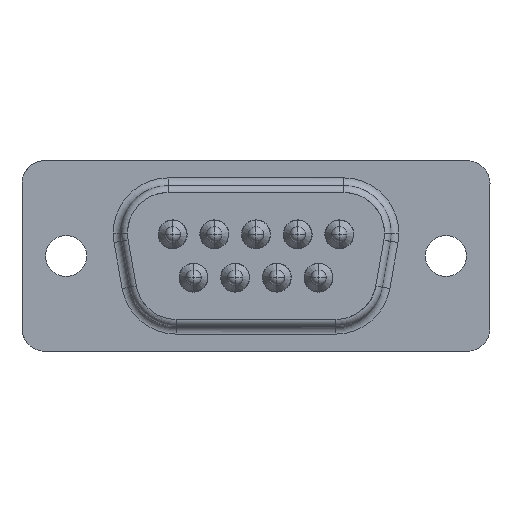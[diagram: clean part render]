
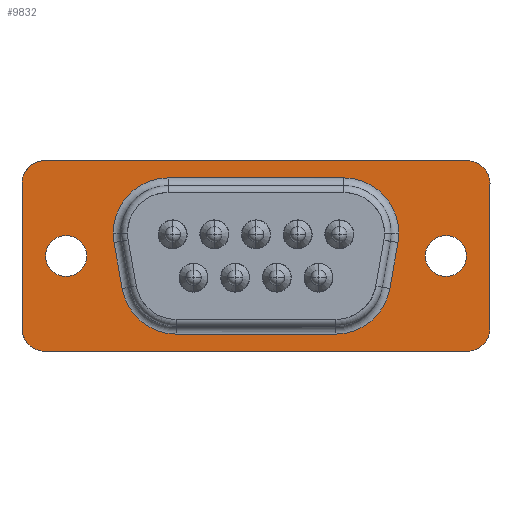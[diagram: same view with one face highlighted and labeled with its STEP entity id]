
A CAD part, front view. The second image highlights one B-rep face of the part: STEP entity #9832.
In plain terms, the highlighted planar face has unit normal (0, -1, 0).
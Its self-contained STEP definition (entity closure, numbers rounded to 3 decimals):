
#72=CARTESIAN_POINT('Vertex',(0.,0.,-11.15)) ;
#77=CARTESIAN_POINT('Axis2P3D Location',(0.,0.,-12.5)) ;
#81=CARTESIAN_POINT('Vertex',(0.,0.,-13.85)) ;
#103=CARTESIAN_POINT('Axis2P3D Location',(0.,0.,-12.5)) ;
#154=CARTESIAN_POINT('Control Point',(4.775,0.,15.405)) ;
#155=CARTESIAN_POINT('Control Point',(5.246,0.,15.405)) ;
#156=CARTESIAN_POINT('Control Point',(5.717,0.,15.221)) ;
#157=CARTESIAN_POINT('Control Point',(6.089,0.,14.849)) ;
#158=CARTESIAN_POINT('Control Point',(6.274,0.,14.377)) ;
#159=CARTESIAN_POINT('Control Point',(6.274,0.,13.907)) ;
#160=CARTESIAN_POINT('Vertex',(4.775,0.,15.405)) ;
#162=CARTESIAN_POINT('Vertex',(6.274,0.,13.906)) ;
#231=CARTESIAN_POINT('Line Origine',(6.274,0.,0.)) ;
#235=CARTESIAN_POINT('Vertex',(6.274,0.,-13.907)) ;
#291=CARTESIAN_POINT('Line Origine',(0.,0.,15.405)) ;
#295=CARTESIAN_POINT('Vertex',(-4.775,0.,15.405)) ;
#323=CARTESIAN_POINT('Control Point',(-6.274,0.,13.907)) ;
#324=CARTESIAN_POINT('Control Point',(-6.274,0.,14.377)) ;
#325=CARTESIAN_POINT('Control Point',(-6.089,0.,14.849)) ;
#326=CARTESIAN_POINT('Control Point',(-5.717,0.,15.221)) ;
#327=CARTESIAN_POINT('Control Point',(-5.246,0.,15.405)) ;
#328=CARTESIAN_POINT('Control Point',(-4.775,0.,15.405)) ;
#329=CARTESIAN_POINT('Vertex',(-6.274,0.,13.906)) ;
#397=CARTESIAN_POINT('Vertex',(-6.274,0.,-13.907)) ;
#400=CARTESIAN_POINT('Line Origine',(-6.274,0.,0.)) ;
#451=CARTESIAN_POINT('Axis2P3D Location',(-4.775,0.,-13.907)) ;
#455=CARTESIAN_POINT('Vertex',(-4.775,0.,-15.405)) ;
#482=CARTESIAN_POINT('Line Origine',(0.,0.,-15.405)) ;
#486=CARTESIAN_POINT('Vertex',(4.775,0.,-15.405)) ;
#513=CARTESIAN_POINT('Axis2P3D Location',(4.775,0.,-13.907)) ;
#541=CARTESIAN_POINT('Vertex',(-5.144,0.,-5.235)) ;
#557=CARTESIAN_POINT('Vertex',(-5.144,0.,5.235)) ;
#560=CARTESIAN_POINT('Line Origine',(-5.144,0.,5.235)) ;
#583=CARTESIAN_POINT('Vertex',(-2.142,0.,8.812)) ;
#586=CARTESIAN_POINT('Axis2P3D Location',(-1.511,0.,5.235)) ;
#614=CARTESIAN_POINT('Vertex',(0.881,0.,9.345)) ;
#617=CARTESIAN_POINT('Line Origine',(0.881,0.,9.345)) ;
#639=CARTESIAN_POINT('Axis2P3D Location',(1.511,0.,5.768)) ;
#643=CARTESIAN_POINT('Vertex',(1.511,0.,9.4)) ;
#681=CARTESIAN_POINT('Vertex',(5.144,0.,5.768)) ;
#684=CARTESIAN_POINT('Axis2P3D Location',(1.511,0.,5.768)) ;
#709=CARTESIAN_POINT('Vertex',(5.144,0.,-5.768)) ;
#712=CARTESIAN_POINT('Line Origine',(5.144,0.,5.768)) ;
#745=CARTESIAN_POINT('Vertex',(1.511,0.,-9.4)) ;
#748=CARTESIAN_POINT('Axis2P3D Location',(1.511,0.,-5.768)) ;
#776=CARTESIAN_POINT('Vertex',(0.881,0.,-9.345)) ;
#779=CARTESIAN_POINT('Axis2P3D Location',(1.511,0.,-5.768)) ;
#809=CARTESIAN_POINT('Vertex',(-2.142,0.,-8.812)) ;
#812=CARTESIAN_POINT('Line Origine',(0.881,0.,-9.345)) ;
#834=CARTESIAN_POINT('Axis2P3D Location',(-1.511,0.,-5.235)) ;
#9670=CARTESIAN_POINT('Vertex',(0.,0.,13.85)) ;
#9675=CARTESIAN_POINT('Axis2P3D Location',(0.,0.,12.5)) ;
#9679=CARTESIAN_POINT('Vertex',(0.,0.,11.15)) ;
#9701=CARTESIAN_POINT('Axis2P3D Location',(0.,0.,12.5)) ;
#9797=CARTESIAN_POINT('Axis2P3D Location',(-4.775,0.,-13.907)) ;
#78=DIRECTION('Axis2P3D Direction',(0.,-1.,0.)) ;
#104=DIRECTION('Axis2P3D Direction',(0.,-1.,0.)) ;
#232=DIRECTION('Vector Direction',(0.,0.,-1.)) ;
#292=DIRECTION('Vector Direction',(1.,0.,0.)) ;
#401=DIRECTION('Vector Direction',(0.,0.,1.)) ;
#452=DIRECTION('Axis2P3D Direction',(0.,-1.,0.)) ;
#483=DIRECTION('Vector Direction',(-1.,0.,0.)) ;
#514=DIRECTION('Axis2P3D Direction',(0.,-1.,0.)) ;
#561=DIRECTION('Vector Direction',(0.,0.,-1.)) ;
#587=DIRECTION('Axis2P3D Direction',(0.,-1.,0.)) ;
#618=DIRECTION('Vector Direction',(-0.985,0.,-0.174)) ;
#640=DIRECTION('Axis2P3D Direction',(0.,-1.,0.)) ;
#685=DIRECTION('Axis2P3D Direction',(0.,-1.,0.)) ;
#713=DIRECTION('Vector Direction',(0.,0.,1.)) ;
#749=DIRECTION('Axis2P3D Direction',(0.,-1.,0.)) ;
#780=DIRECTION('Axis2P3D Direction',(0.,-1.,0.)) ;
#813=DIRECTION('Vector Direction',(0.985,0.,-0.174)) ;
#835=DIRECTION('Axis2P3D Direction',(0.,-1.,0.)) ;
#9676=DIRECTION('Axis2P3D Direction',(0.,-1.,0.)) ;
#9702=DIRECTION('Axis2P3D Direction',(0.,-1.,0.)) ;
#9798=DIRECTION('Axis2P3D Direction',(0.,-1.,0.)) ;
#9799=DIRECTION('Axis2P3D XDirection',(0.,0.,-1.)) ;
#79=AXIS2_PLACEMENT_3D('Circle Axis2P3D',#77,#78,$) ;
#105=AXIS2_PLACEMENT_3D('Circle Axis2P3D',#103,#104,$) ;
#453=AXIS2_PLACEMENT_3D('Circle Axis2P3D',#451,#452,$) ;
#515=AXIS2_PLACEMENT_3D('Circle Axis2P3D',#513,#514,$) ;
#588=AXIS2_PLACEMENT_3D('Circle Axis2P3D',#586,#587,$) ;
#641=AXIS2_PLACEMENT_3D('Circle Axis2P3D',#639,#640,$) ;
#686=AXIS2_PLACEMENT_3D('Circle Axis2P3D',#684,#685,$) ;
#750=AXIS2_PLACEMENT_3D('Circle Axis2P3D',#748,#749,$) ;
#781=AXIS2_PLACEMENT_3D('Circle Axis2P3D',#779,#780,$) ;
#836=AXIS2_PLACEMENT_3D('Circle Axis2P3D',#834,#835,$) ;
#9677=AXIS2_PLACEMENT_3D('Circle Axis2P3D',#9675,#9676,$) ;
#9703=AXIS2_PLACEMENT_3D('Circle Axis2P3D',#9701,#9702,$) ;
#9800=AXIS2_PLACEMENT_3D('Plane Axis2P3D',#9797,#9798,#9799) ;
#9803=ORIENTED_EDGE('',*,*,#237,.F.) ;
#9804=ORIENTED_EDGE('',*,*,#164,.F.) ;
#9805=ORIENTED_EDGE('',*,*,#297,.F.) ;
#9806=ORIENTED_EDGE('',*,*,#331,.F.) ;
#9807=ORIENTED_EDGE('',*,*,#404,.F.) ;
#9808=ORIENTED_EDGE('',*,*,#457,.F.) ;
#9809=ORIENTED_EDGE('',*,*,#488,.F.) ;
#9810=ORIENTED_EDGE('',*,*,#517,.F.) ;
#9813=ORIENTED_EDGE('',*,*,#838,.T.) ;
#9814=ORIENTED_EDGE('',*,*,#564,.T.) ;
#9815=ORIENTED_EDGE('',*,*,#590,.T.) ;
#9816=ORIENTED_EDGE('',*,*,#621,.T.) ;
#9817=ORIENTED_EDGE('',*,*,#645,.T.) ;
#9818=ORIENTED_EDGE('',*,*,#688,.T.) ;
#9819=ORIENTED_EDGE('',*,*,#716,.T.) ;
#9820=ORIENTED_EDGE('',*,*,#752,.T.) ;
#9821=ORIENTED_EDGE('',*,*,#783,.T.) ;
#9822=ORIENTED_EDGE('',*,*,#816,.T.) ;
#9825=ORIENTED_EDGE('',*,*,#9681,.F.) ;
#9826=ORIENTED_EDGE('',*,*,#9705,.F.) ;
#9829=ORIENTED_EDGE('',*,*,#107,.F.) ;
#9830=ORIENTED_EDGE('',*,*,#83,.F.) ;
#9823=FACE_BOUND('',#9812,.T.) ;
#9827=FACE_BOUND('',#9824,.T.) ;
#9831=FACE_BOUND('',#9828,.T.) ;
#233=VECTOR('Line Direction',#232,1.) ;
#293=VECTOR('Line Direction',#292,1.) ;
#402=VECTOR('Line Direction',#401,1.) ;
#484=VECTOR('Line Direction',#483,1.) ;
#562=VECTOR('Line Direction',#561,1.) ;
#619=VECTOR('Line Direction',#618,1.) ;
#714=VECTOR('Line Direction',#713,1.) ;
#814=VECTOR('Line Direction',#813,1.) ;
#9832=ADVANCED_FACE('NONE',(#9811,#9823,#9827,#9831),#9801,.T.) ;
#153=B_SPLINE_CURVE_WITH_KNOTS('',5,(#154,#155,#156,#157,#158,#159),.UNSPECIFIED.,.F.,.U.,(6,6),(-1.177,1.177),.UNSPECIFIED.) ;
#322=B_SPLINE_CURVE_WITH_KNOTS('',5,(#323,#324,#325,#326,#327,#328),.UNSPECIFIED.,.F.,.U.,(6,6),(-1.177,1.177),.UNSPECIFIED.) ;
#80=CIRCLE('generated circle',#79,1.35) ;
#106=CIRCLE('generated circle',#105,1.35) ;
#454=CIRCLE('generated circle',#453,1.499) ;
#516=CIRCLE('generated circle',#515,1.499) ;
#589=CIRCLE('generated circle',#588,3.632) ;
#642=CIRCLE('generated circle',#641,3.632) ;
#687=CIRCLE('generated circle',#686,3.632) ;
#751=CIRCLE('generated circle',#750,3.632) ;
#782=CIRCLE('generated circle',#781,3.632) ;
#837=CIRCLE('generated circle',#836,3.632) ;
#9678=CIRCLE('generated circle',#9677,1.35) ;
#9704=CIRCLE('generated circle',#9703,1.35) ;
#83=EDGE_CURVE('',#73,#82,#80,.T.) ;
#107=EDGE_CURVE('',#82,#73,#106,.T.) ;
#164=EDGE_CURVE('',#161,#163,#153,.T.) ;
#237=EDGE_CURVE('',#163,#236,#234,.T.) ;
#297=EDGE_CURVE('',#296,#161,#294,.T.) ;
#331=EDGE_CURVE('',#330,#296,#322,.T.) ;
#404=EDGE_CURVE('',#398,#330,#403,.T.) ;
#457=EDGE_CURVE('',#456,#398,#454,.F.) ;
#488=EDGE_CURVE('',#487,#456,#485,.T.) ;
#517=EDGE_CURVE('',#236,#487,#516,.F.) ;
#564=EDGE_CURVE('',#542,#558,#563,.F.) ;
#590=EDGE_CURVE('',#558,#584,#589,.F.) ;
#621=EDGE_CURVE('',#584,#615,#620,.F.) ;
#645=EDGE_CURVE('',#615,#644,#642,.F.) ;
#688=EDGE_CURVE('',#644,#682,#687,.F.) ;
#716=EDGE_CURVE('',#682,#710,#715,.F.) ;
#752=EDGE_CURVE('',#710,#746,#751,.F.) ;
#783=EDGE_CURVE('',#746,#777,#782,.F.) ;
#816=EDGE_CURVE('',#777,#810,#815,.F.) ;
#838=EDGE_CURVE('',#810,#542,#837,.F.) ;
#9681=EDGE_CURVE('',#9671,#9680,#9678,.T.) ;
#9705=EDGE_CURVE('',#9680,#9671,#9704,.T.) ;
#9802=EDGE_LOOP('',(#9803,#9804,#9805,#9806,#9807,#9808,#9809,#9810)) ;
#9812=EDGE_LOOP('',(#9813,#9814,#9815,#9816,#9817,#9818,#9819,#9820,#9821,#9822)) ;
#9824=EDGE_LOOP('',(#9825,#9826)) ;
#9828=EDGE_LOOP('',(#9829,#9830)) ;
#9811=FACE_OUTER_BOUND('',#9802,.T.) ;
#234=LINE('Line',#231,#233) ;
#294=LINE('Line',#291,#293) ;
#403=LINE('Line',#400,#402) ;
#485=LINE('Line',#482,#484) ;
#563=LINE('Line',#560,#562) ;
#620=LINE('Line',#617,#619) ;
#715=LINE('Line',#712,#714) ;
#815=LINE('Line',#812,#814) ;
#9801=PLANE('',#9800) ;
#73=VERTEX_POINT('',#72) ;
#82=VERTEX_POINT('',#81) ;
#161=VERTEX_POINT('',#160) ;
#163=VERTEX_POINT('',#162) ;
#236=VERTEX_POINT('',#235) ;
#296=VERTEX_POINT('',#295) ;
#330=VERTEX_POINT('',#329) ;
#398=VERTEX_POINT('',#397) ;
#456=VERTEX_POINT('',#455) ;
#487=VERTEX_POINT('',#486) ;
#542=VERTEX_POINT('',#541) ;
#558=VERTEX_POINT('',#557) ;
#584=VERTEX_POINT('',#583) ;
#615=VERTEX_POINT('',#614) ;
#644=VERTEX_POINT('',#643) ;
#682=VERTEX_POINT('',#681) ;
#710=VERTEX_POINT('',#709) ;
#746=VERTEX_POINT('',#745) ;
#777=VERTEX_POINT('',#776) ;
#810=VERTEX_POINT('',#809) ;
#9671=VERTEX_POINT('',#9670) ;
#9680=VERTEX_POINT('',#9679) ;
